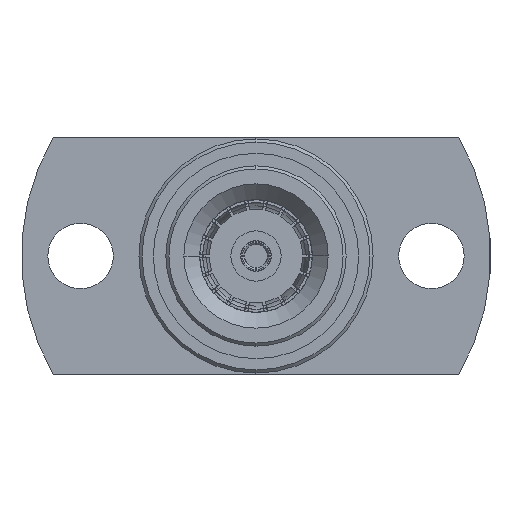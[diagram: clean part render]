
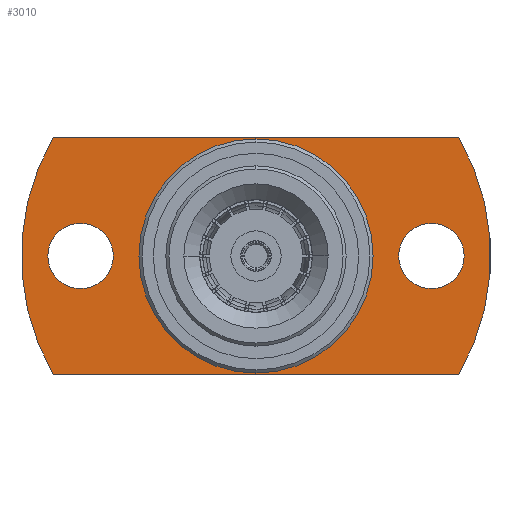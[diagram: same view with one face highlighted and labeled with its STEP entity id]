
A CAD part, left-side view. The second image highlights one B-rep face of the part: STEP entity #3010.
In plain terms, the highlighted face is planar.
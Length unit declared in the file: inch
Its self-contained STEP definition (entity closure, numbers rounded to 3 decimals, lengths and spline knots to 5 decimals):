
#35 = EDGE_CURVE ( 'NONE', #1714, #4567, #3204, .T. ) ;
#51 = CARTESIAN_POINT ( 'NONE',  ( -0.18661, 0., 0.03248 ) ) ;
#339 = DIRECTION ( 'NONE',  ( 1., 0., 0. ) ) ;
#428 = DIRECTION ( 'NONE',  ( 0., -1., 0. ) ) ;
#473 = VECTOR ( 'NONE', #6280, 39.37008 ) ;
#480 = LINE ( 'NONE', #4787, #6423 ) ;
#494 = CIRCLE ( 'NONE', #7762, 0.05217 ) ;
#623 = EDGE_CURVE ( 'NONE', #4567, #7187, #4230, .T. ) ;
#676 = DIRECTION ( 'NONE',  ( -1., 0., 0. ) ) ;
#736 = CARTESIAN_POINT ( 'NONE',  ( 0., 0., 0.03248 ) ) ;
#751 = ORIENTED_EDGE ( 'NONE', *, *, #5802, .F. ) ;
#908 = AXIS2_PLACEMENT_3D ( 'NONE', #1922, #4293, #1261 ) ;
#1261 = DIRECTION ( 'NONE',  ( 1., 0., 0. ) ) ;
#1293 = DIRECTION ( 'NONE',  ( 0., 0., 1. ) ) ;
#1446 = DIRECTION ( 'NONE',  ( 1., 0., 0. ) ) ;
#1465 = VERTEX_POINT ( 'NONE', #5263 ) ;
#1543 = AXIS2_PLACEMENT_3D ( 'NONE', #6607, #4282, #676 ) ;
#1564 = AXIS2_PLACEMENT_3D ( 'NONE', #6783, #3170, #1752 ) ;
#1588 = ORIENTED_EDGE ( 'NONE', *, *, #6277, .F. ) ;
#1677 = CARTESIAN_POINT ( 'NONE',  ( 0., 0., 0.03248 ) ) ;
#1714 = VERTEX_POINT ( 'NONE', #6382 ) ;
#1752 = DIRECTION ( 'NONE',  ( 1., 0., 0. ) ) ;
#1922 = CARTESIAN_POINT ( 'NONE',  ( 0., 0.27953, 0.03248 ) ) ;
#2022 = VERTEX_POINT ( 'NONE', #4856 ) ;
#2151 = CARTESIAN_POINT ( 'NONE',  ( 0.05217, -0.27953, 0.03248 ) ) ;
#2383 = DIRECTION ( 'NONE',  ( 0., 0., 1. ) ) ;
#2436 = FACE_BOUND ( 'NONE', #5322, .T. ) ;
#2450 = CARTESIAN_POINT ( 'NONE',  ( 0.18898, -0.32276, 0.03248 ) ) ;
#2467 = AXIS2_PLACEMENT_3D ( 'NONE', #1677, #8873, #4627 ) ;
#2566 = AXIS2_PLACEMENT_3D ( 'NONE', #9276, #1293, #5705 ) ;
#2603 = AXIS2_PLACEMENT_3D ( 'NONE', #7465, #2383, #6898 ) ;
#2655 = VERTEX_POINT ( 'NONE', #51 ) ;
#2693 = CARTESIAN_POINT ( 'NONE',  ( -0.18898, 0.32276, 0.03248 ) ) ;
#3010 = ADVANCED_FACE ( 'NONE', ( #2436, #3862, #5917, #8081 ), #3148, .F. ) ;
#3148 = PLANE ( 'NONE',  #2467 ) ;
#3170 = DIRECTION ( 'NONE',  ( 0., 0., 1. ) ) ;
#3204 = CIRCLE ( 'NONE', #6695, 0.37402 ) ;
#3456 = EDGE_CURVE ( 'NONE', #5754, #5903, #9102, .T. ) ;
#3652 = EDGE_CURVE ( 'NONE', #4827, #2655, #8355, .T. ) ;
#3725 = ORIENTED_EDGE ( 'NONE', *, *, #7779, .F. ) ;
#3862 = FACE_BOUND ( 'NONE', #8256, .T. ) ;
#3886 = EDGE_CURVE ( 'NONE', #1465, #2022, #494, .T. ) ;
#4080 = DIRECTION ( 'NONE',  ( 1., 0., 0. ) ) ;
#4230 = LINE ( 'NONE', #9100, #473 ) ;
#4282 = DIRECTION ( 'NONE',  ( 0., 0., 1. ) ) ;
#4293 = DIRECTION ( 'NONE',  ( 0., 0., 1. ) ) ;
#4567 = VERTEX_POINT ( 'NONE', #2450 ) ;
#4603 = CIRCLE ( 'NONE', #6727, 0.37402 ) ;
#4627 = DIRECTION ( 'NONE',  ( 0., -1., 0. ) ) ;
#4787 = CARTESIAN_POINT ( 'NONE',  ( -0.18898, -0.37402, 0.03248 ) ) ;
#4827 = VERTEX_POINT ( 'NONE', #5810 ) ;
#4856 = CARTESIAN_POINT ( 'NONE',  ( -0.05217, 0.27953, 0.03248 ) ) ;
#4964 = ORIENTED_EDGE ( 'NONE', *, *, #623, .T. ) ;
#5263 = CARTESIAN_POINT ( 'NONE',  ( 0.05217, 0.27953, 0.03248 ) ) ;
#5322 = EDGE_LOOP ( 'NONE', ( #3725, #7140 ) ) ;
#5405 = ORIENTED_EDGE ( 'NONE', *, *, #3886, .F. ) ;
#5705 = DIRECTION ( 'NONE',  ( -1., 0., 0. ) ) ;
#5754 = VERTEX_POINT ( 'NONE', #7849 ) ;
#5787 = ORIENTED_EDGE ( 'NONE', *, *, #7978, .T. ) ;
#5802 = EDGE_CURVE ( 'NONE', #2022, #1465, #7418, .T. ) ;
#5810 = CARTESIAN_POINT ( 'NONE',  ( 0.18661, 0., 0.03248 ) ) ;
#5903 = VERTEX_POINT ( 'NONE', #2151 ) ;
#5917 = FACE_BOUND ( 'NONE', #7125, .T. ) ;
#5920 = CIRCLE ( 'NONE', #2566, 0.18661 ) ;
#6118 = CIRCLE ( 'NONE', #1564, 0.05217 ) ;
#6277 = EDGE_CURVE ( 'NONE', #2655, #4827, #5920, .T. ) ;
#6280 = DIRECTION ( 'NONE',  ( 0., 1., 0. ) ) ;
#6382 = CARTESIAN_POINT ( 'NONE',  ( -0.18898, -0.32276, 0.03248 ) ) ;
#6407 = CARTESIAN_POINT ( 'NONE',  ( 0., 0.27953, 0.03248 ) ) ;
#6423 = VECTOR ( 'NONE', #428, 39.37008 ) ;
#6579 = DIRECTION ( 'NONE',  ( 0., 0., 1. ) ) ;
#6607 = CARTESIAN_POINT ( 'NONE',  ( 0., 0., 0.03248 ) ) ;
#6695 = AXIS2_PLACEMENT_3D ( 'NONE', #736, #6579, #1446 ) ;
#6727 = AXIS2_PLACEMENT_3D ( 'NONE', #7585, #6829, #339 ) ;
#6783 = CARTESIAN_POINT ( 'NONE',  ( 0., -0.27953, 0.03248 ) ) ;
#6829 = DIRECTION ( 'NONE',  ( 0., 0., 1. ) ) ;
#6898 = DIRECTION ( 'NONE',  ( 1., 0., 0. ) ) ;
#7125 = EDGE_LOOP ( 'NONE', ( #1588, #9096 ) ) ;
#7140 = ORIENTED_EDGE ( 'NONE', *, *, #3456, .F. ) ;
#7187 = VERTEX_POINT ( 'NONE', #8500 ) ;
#7418 = CIRCLE ( 'NONE', #908, 0.05217 ) ;
#7465 = CARTESIAN_POINT ( 'NONE',  ( 0., -0.27953, 0.03248 ) ) ;
#7585 = CARTESIAN_POINT ( 'NONE',  ( 0., 0., 0.03248 ) ) ;
#7762 = AXIS2_PLACEMENT_3D ( 'NONE', #6407, #8431, #4080 ) ;
#7779 = EDGE_CURVE ( 'NONE', #5903, #5754, #6118, .T. ) ;
#7849 = CARTESIAN_POINT ( 'NONE',  ( -0.05217, -0.27953, 0.03248 ) ) ;
#7868 = EDGE_CURVE ( 'NONE', #7187, #8946, #4603, .T. ) ;
#7978 = EDGE_CURVE ( 'NONE', #8946, #1714, #480, .T. ) ;
#8081 = FACE_OUTER_BOUND ( 'NONE', #9058, .T. ) ;
#8256 = EDGE_LOOP ( 'NONE', ( #5405, #751 ) ) ;
#8355 = CIRCLE ( 'NONE', #1543, 0.18661 ) ;
#8431 = DIRECTION ( 'NONE',  ( 0., 0., 1. ) ) ;
#8500 = CARTESIAN_POINT ( 'NONE',  ( 0.18898, 0.32276, 0.03248 ) ) ;
#8523 = ORIENTED_EDGE ( 'NONE', *, *, #7868, .T. ) ;
#8873 = DIRECTION ( 'NONE',  ( 0., 0., -1. ) ) ;
#8919 = ORIENTED_EDGE ( 'NONE', *, *, #35, .T. ) ;
#8946 = VERTEX_POINT ( 'NONE', #2693 ) ;
#9058 = EDGE_LOOP ( 'NONE', ( #8523, #5787, #8919, #4964 ) ) ;
#9096 = ORIENTED_EDGE ( 'NONE', *, *, #3652, .F. ) ;
#9100 = CARTESIAN_POINT ( 'NONE',  ( 0.18898, -0.37402, 0.03248 ) ) ;
#9102 = CIRCLE ( 'NONE', #2603, 0.05217 ) ;
#9276 = CARTESIAN_POINT ( 'NONE',  ( 0., 0., 0.03248 ) ) ;
